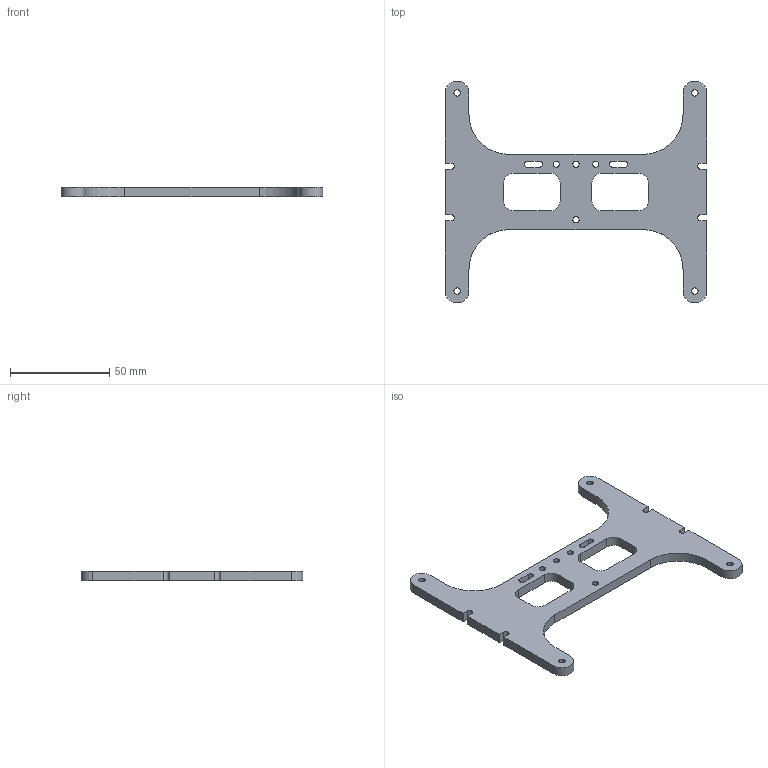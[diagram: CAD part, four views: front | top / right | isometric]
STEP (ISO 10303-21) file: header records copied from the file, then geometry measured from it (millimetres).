
FILE_DESCRIPTION(('FreeCAD Model'),'2;1');
FILE_NAME( 'frog-x1.step', '2020-02-07T17:54:51',('Author'),(''), 'Open CASCADE STEP processor 7.3','FreeCAD','Unknown');
FILE_SCHEMA(('AUTOMOTIVE_DESIGN { 1 0 10303 214 1 1 1 1 }'));
Length unit declared in the file: millimetre
Products named in the file (1): Mirrored001
Bounding box: 132 x 112 x 5 mm (x, y, z)
Volume: 29300.8 mm3; surface area: 16269 mm2
Topology: 1 solids, 1 shells, 66 faces, 196 edges, 132 vertices
Faces by surface type: plane 34, cylinder 32
Full cylindrical faces by diameter (mm): 3.2 x8
Entity records: 4931 total; most frequent: CARTESIAN_POINT 1037, DIRECTION 720, LINE 418, VECTOR 418, ORIENTED_EDGE 392, PCURVE 392, DEFINITIONAL_REPRESENTATION 392, EDGE_CURVE 196
